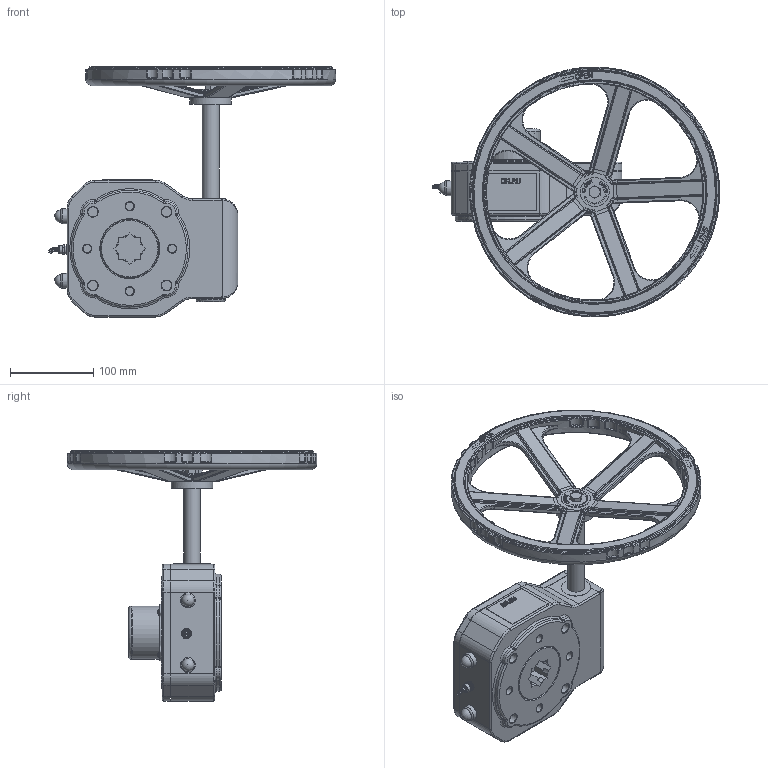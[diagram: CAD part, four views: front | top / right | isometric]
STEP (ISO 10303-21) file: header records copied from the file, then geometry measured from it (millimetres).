
FILE_DESCRIPTION(/* description */ (''),/* implementation_level */ '2;1');
FILE_NAME(/* name */ 'HGBF-4-F12_3D_STEP.stp',/* time_stamp */ '2024-08-15T23:37:43+03:00',/* author */ ('igorr'),/* organization */ (''),/* preprocessor_version */ 'ST-DEVELOPER v20',/* originating_system */ 'Autodesk Inventor 2025',/* authorisation */ '');
FILE_SCHEMA (('AUTOMOTIVE_DESIGN { 1 0 10303 214 3 1 1 }'));
Products named in the file (8): Сборка; Деталь1; Деталь 2; Деталь 3; AS 1427 - M3,5 x 5; AS 1110 - M8 x 12; BS 4168 - M10 x 16; Деталь4
Assembly tree (13 placements, depth 2):
  Сборка
    Деталь1
    Деталь 2
    Деталь 3
    AS 1427 - M3,5 x 5  x4
    AS 1110 - M8 x 12
    BS 4168 - M10 x 16  x4
    Деталь4
Bounding box: 344.68 x 299.89 x 300 mm (x, y, z)
Volume: 2597128.8 mm3; surface area: 327877.7 mm2
Topology: 13 solids, 13 shells, 2634 faces, 6689 edges, 4218 vertices
Faces by surface type: plane 882, bspline 635, cylinder 547, torus 383, sphere 104, cone 83
Full cylindrical faces by diameter (mm): 0.789 x6, 1.5 x9, 3.132 x4, 3.5 x4, 5 x1, 8 x9, 10 x10, 12 x5, 13 x1, 15 x1, 18 x2, 20 x5, 35 x3, 50 x1, 55 x1, 56 x1, 60 x1, 60.514 x1, 62 x1, 64 x1, 70 x1, 72 x1, 260 x1, 268 x1, 292 x1, 300 x1
Entity records: 92673 total; most frequent: CARTESIAN_POINT 32901, ORIENTED_EDGE 12698, DIRECTION 10646, EDGE_CURVE 6349, VERTEX_POINT 4002, AXIS2_PLACEMENT_3D 3924, LINE 2798, VECTOR 2798
